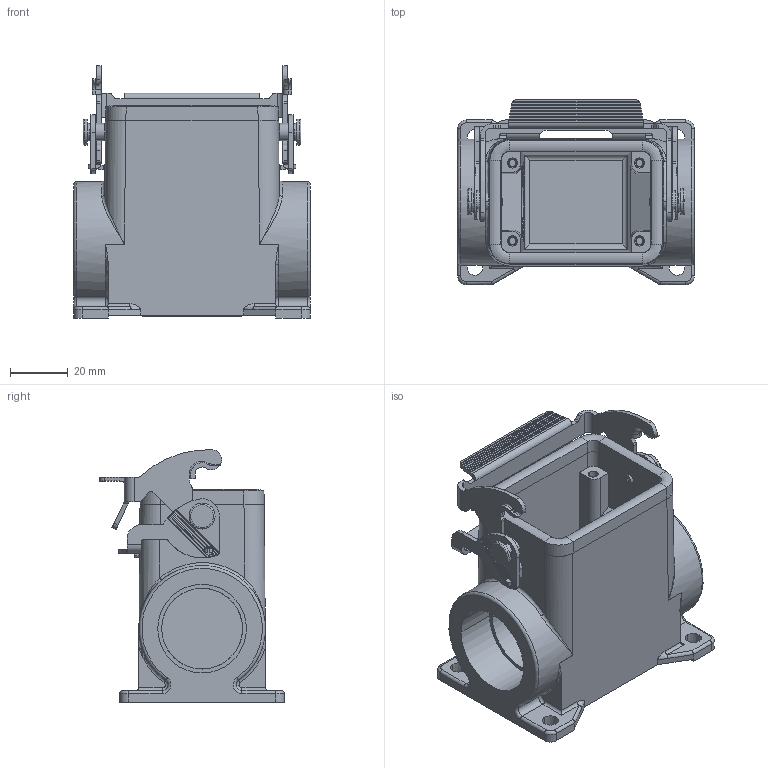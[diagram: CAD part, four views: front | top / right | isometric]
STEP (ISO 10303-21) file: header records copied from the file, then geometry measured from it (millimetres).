
FILE_DESCRIPTION(('Creo Elements/Direct Modeling STEP Export'),'2;1');
FILE_NAME('37jbk2e5kpnjhi63044','2022-09-19T15:14:12',(''),(''),'Creo Elements/Direct Modeling STEP processor for AP214 (Solid Model)','Creo Elements/Direct Modeling 20.1B 02-Apr-2019 (C) Parametric Technology GmbH','');
FILE_SCHEMA(('AUTOMOTIVE_DESIGN { 1 0 10303 214 1 1 1 1 }'));
Length unit declared in the file: millimetre
Products named in the file (2): MVAPR 06 L32
Assembly tree (1 placements, depth 2):
  MVAPR 06 L32
    MVAPR 06 L32
Bounding box: 82 x 64 x 87.47 mm (x, y, z)
Volume: 102690.9 mm3; surface area: 48796.9 mm2
Topology: 1 solids, 3 shells, 777 faces, 2081 edges, 1326 vertices
Faces by surface type: plane 372, cylinder 273, torus 56, cone 40, bspline 36
Entity records: 37456 total; most frequent: CARTESIAN_POINT 12312, ORIENTED_EDGE 4146, DIRECTION 3805, EDGE_CURVE 2073, AXIS2_PLACEMENT_3D 1348, VERTEX_POINT 1326, VECTOR 1109, LINE 1109
